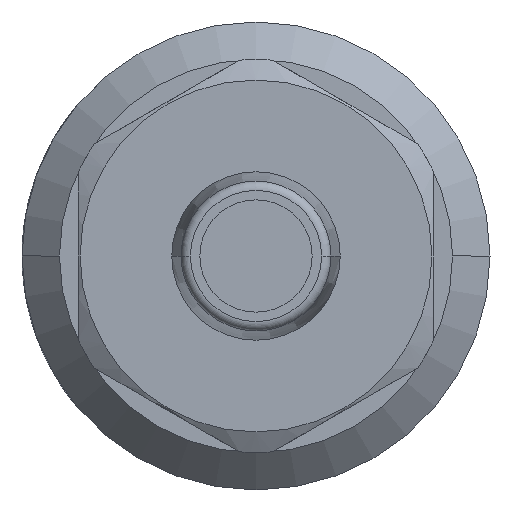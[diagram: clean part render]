
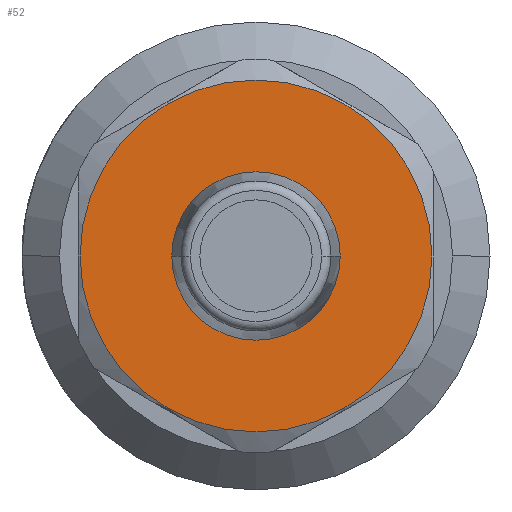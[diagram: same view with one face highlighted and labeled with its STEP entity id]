
A CAD part, left-side view. The second image highlights one B-rep face of the part: STEP entity #52.
In plain terms, the highlighted planar face has unit normal (-1, 0, 0).
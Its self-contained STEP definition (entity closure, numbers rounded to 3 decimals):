
#5 = CIRCLE ( 'NONE', #879, 9.4 ) ;
#52 = ADVANCED_FACE ( 'NONE', ( #1059, #1060 ), #278, .T. ) ;
#163 = CARTESIAN_POINT ( 'NONE',  ( -49.5, 0., 0. ) ) ;
#164 = DIRECTION ( 'NONE',  ( -1., 0., 0. ) ) ;
#165 = DIRECTION ( 'NONE',  ( 0., -1., 0. ) ) ;
#166 = CARTESIAN_POINT ( 'NONE',  ( -49.5, 0., 0. ) ) ;
#167 = DIRECTION ( 'NONE',  ( -1., 0., 0. ) ) ;
#168 = DIRECTION ( 'NONE',  ( 0., -1., 0. ) ) ;
#214 = CARTESIAN_POINT ( 'NONE',  ( -49.5, 9.4, 0. ) ) ;
#215 = CARTESIAN_POINT ( 'NONE',  ( -49.5, -9.4, 0. ) ) ;
#264 = CARTESIAN_POINT ( 'NONE',  ( -49.5, 4.5, 0. ) ) ;
#265 = DIRECTION ( 'NONE',  ( 0., -1., 0. ) ) ;
#267 = CARTESIAN_POINT ( 'NONE',  ( -49.5, -4.5, 0. ) ) ;
#268 = DIRECTION ( 'NONE',  ( -1., 0., 0. ) ) ;
#277 = CARTESIAN_POINT ( 'NONE',  ( -49.5, 0., 4.5 ) ) ;
#278 = PLANE ( 'NONE',  #1954 ) ;
#879 = AXIS2_PLACEMENT_3D ( 'NONE', #1698, #1696, #1695 ) ;
#976 = EDGE_LOOP ( 'NONE', ( #2289, #2293 ) ) ;
#977 = EDGE_LOOP ( 'NONE', ( #2290, #2292 ) ) ;
#1059 = FACE_OUTER_BOUND ( 'NONE', #977, .T. ) ;
#1060 = FACE_BOUND ( 'NONE', #976, .T. ) ;
#1327 = DIRECTION ( 'NONE',  ( 0., -1., 0. ) ) ;
#1328 = DIRECTION ( 'NONE',  ( -1., 0., 0. ) ) ;
#1329 = CARTESIAN_POINT ( 'NONE',  ( -49.5, 0., 0. ) ) ;
#1695 = DIRECTION ( 'NONE',  ( 0., -1., 0. ) ) ;
#1696 = DIRECTION ( 'NONE',  ( -1., 0., 0. ) ) ;
#1698 = CARTESIAN_POINT ( 'NONE',  ( -49.5, 0., 0. ) ) ;
#1774 = EDGE_CURVE ( 'NONE', #2226, #2225, #5, .T. ) ;
#1792 = AXIS2_PLACEMENT_3D ( 'NONE', #1329, #1328, #1327 ) ;
#1897 = EDGE_CURVE ( 'NONE', #2590, #2592, #1982, .T. ) ;
#1954 = AXIS2_PLACEMENT_3D ( 'NONE', #277, #268, #265 ) ;
#1982 = CIRCLE ( 'NONE', #1792, 4.5 ) ;
#2051 = EDGE_CURVE ( 'NONE', #2225, #2226, #2184, .T. ) ;
#2052 = EDGE_CURVE ( 'NONE', #2592, #2590, #2181, .T. ) ;
#2181 = CIRCLE ( 'NONE', #2188, 4.5 ) ;
#2184 = CIRCLE ( 'NONE', #2186, 9.4 ) ;
#2186 = AXIS2_PLACEMENT_3D ( 'NONE', #163, #164, #165 ) ;
#2188 = AXIS2_PLACEMENT_3D ( 'NONE', #166, #167, #168 ) ;
#2225 = VERTEX_POINT ( 'NONE', #214 ) ;
#2226 = VERTEX_POINT ( 'NONE', #215 ) ;
#2289 = ORIENTED_EDGE ( 'NONE', *, *, #2052, .F. ) ;
#2290 = ORIENTED_EDGE ( 'NONE', *, *, #2051, .T. ) ;
#2292 = ORIENTED_EDGE ( 'NONE', *, *, #1774, .T. ) ;
#2293 = ORIENTED_EDGE ( 'NONE', *, *, #1897, .F. ) ;
#2590 = VERTEX_POINT ( 'NONE', #264 ) ;
#2592 = VERTEX_POINT ( 'NONE', #267 ) ;
